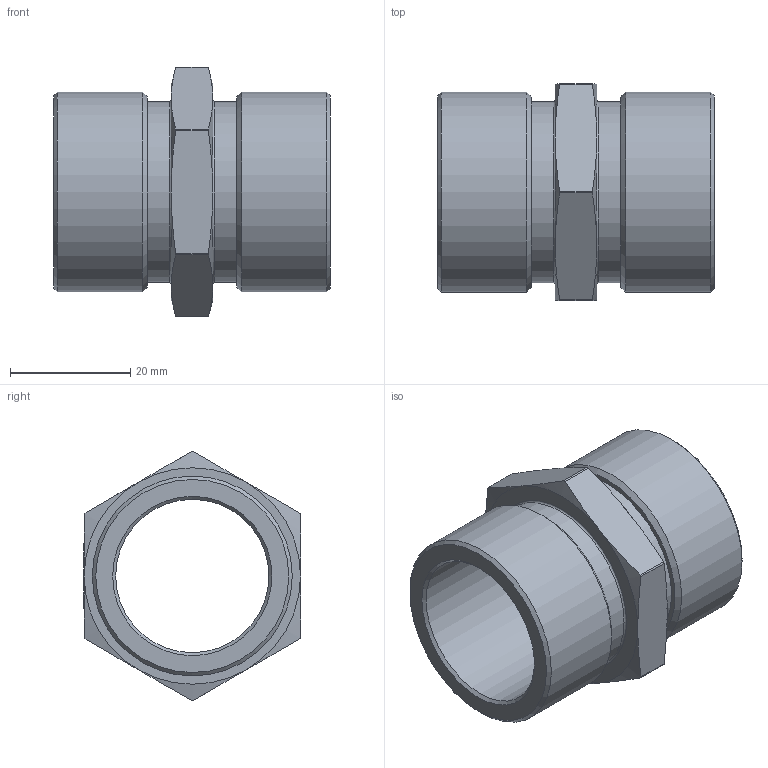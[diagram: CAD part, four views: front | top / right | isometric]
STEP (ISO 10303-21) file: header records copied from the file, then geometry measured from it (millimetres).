
FILE_DESCRIPTION (( 'STEP AP214' ), '1' );
FILE_NAME ('heco DN-100-6KZ-I.STEP', '2016-01-19T08:51:23', ( 'test' ), ( '' ), 'SwSTEP 2.0', 'SolidWorks 2011', '' );
FILE_SCHEMA (( 'AUTOMOTIVE_DESIGN' ));
Length unit declared in the file: millimetre
Products named in the file (1): heco DN-100-6KZ-I
Bounding box: 46 x 36.1 x 41.47 mm (x, y, z)
Volume: 16786.1 mm3; surface area: 10111.3 mm2
Topology: 1 solids, 1 shells, 207 faces, 522 edges, 343 vertices
Faces by surface type: plane 107, bspline 69, cone 18, cylinder 11, torus 2
Full cylindrical faces by diameter (mm): 25.5 x1, 30.1 x2, 33.249 x2
Entity records: 12329 total; most frequent: CARTESIAN_POINT 5667, ORIENTED_EDGE 1008, DIRECTION 638, EDGE_CURVE 504, VERTEX_POINT 338, LINE 300, VECTOR 300, EDGE_LOOP 248
